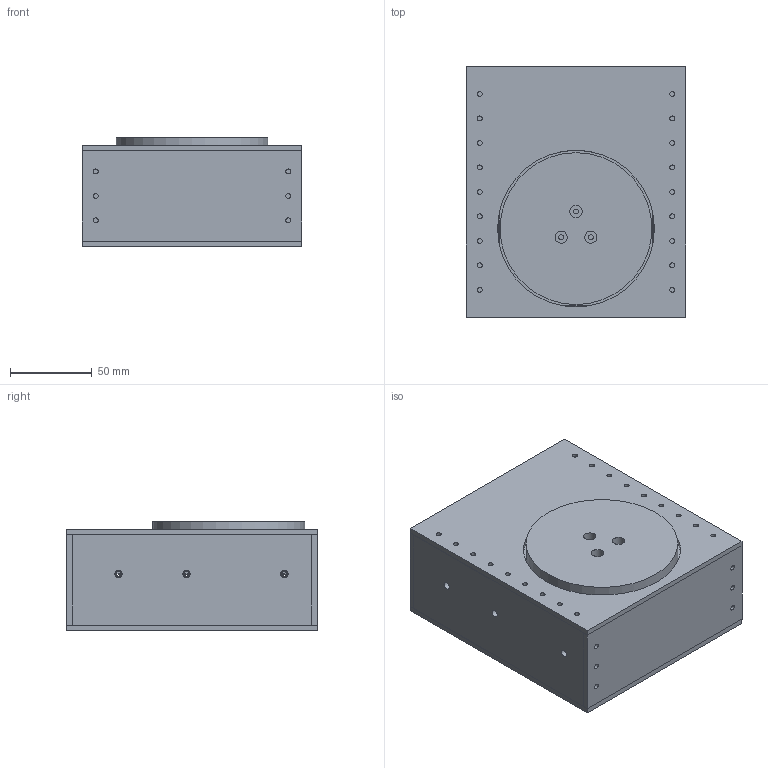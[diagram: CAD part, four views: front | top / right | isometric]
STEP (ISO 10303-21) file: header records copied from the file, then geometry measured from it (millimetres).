
FILE_DESCRIPTION(/* description */ (''),/* implementation_level */ '2;1');
FILE_NAME(/* name */ 'HDD Rotary Table v10.step',/* time_stamp */ '2018-06-15T11:10:17+03:00',/* author */ (''),/* organization */ (''),/* preprocessor_version */ 'ST-DEVELOPER v17',/* originating_system */ 'Autodesk Translation Framework v7.1.0.215',/* authorisation */ '');
FILE_SCHEMA (('AUTOMOTIVE_DESIGN { 1 0 10303 214 3 1 1 }'));
Length unit declared in the file: millimetre
Products named in the file (9): HDD Rotary Table; Table; hdd_sata; Side; Side(Mirror); SideB; SideF; Top; Bottom
Assembly tree (8 placements, depth 2):
  HDD Rotary Table
    Table
    hdd_sata
    Side
    Side(Mirror)
    SideB
    SideF
    Top
    Bottom
Bounding box: 134.2 x 153.38 x 66.5 mm (x, y, z)
Volume: 835602.2 mm3; surface area: 232073.5 mm2
Topology: 9 solids, 9 shells, 715 faces, 1807 edges, 1085 vertices
Faces by surface type: cylinder 300, plane 256, torus 93, sphere 39, bspline 16, cone 11
Full cylindrical faces by diameter (mm): 3 x61, 4.5 x6, 7.5 x3, 12 x1, 12.8 x2, 37 x1, 42 x1, 93 x1, 96 x1
Entity records: 22910 total; most frequent: CARTESIAN_POINT 4899, DIRECTION 3969, ORIENTED_EDGE 3532, EDGE_CURVE 1766, AXIS2_PLACEMENT_3D 1500, VERTEX_POINT 1085, LINE 969, VECTOR 969
